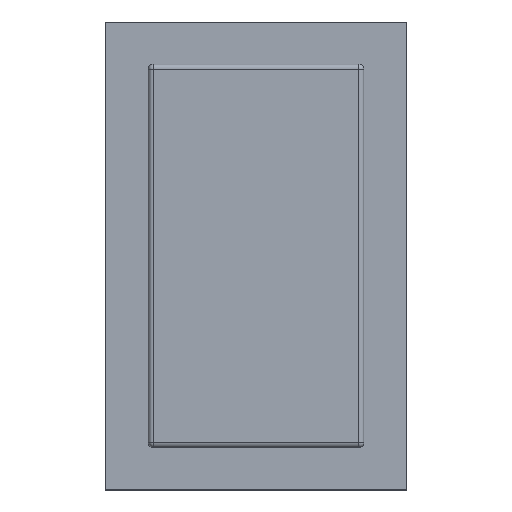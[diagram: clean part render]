
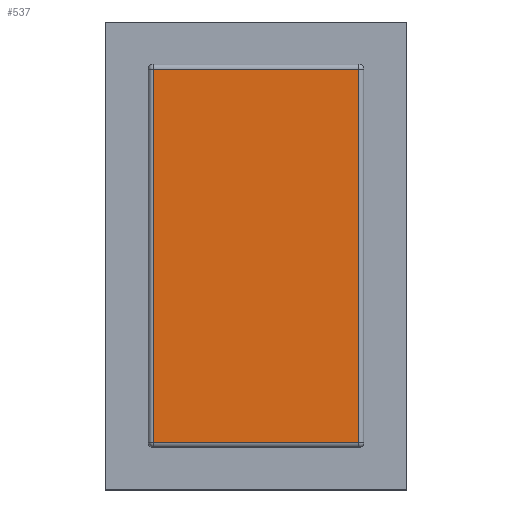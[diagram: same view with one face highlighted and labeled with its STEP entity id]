
A CAD part, top view. The second image highlights one B-rep face of the part: STEP entity #537.
In plain terms, the highlighted planar face has unit normal (0, 0, 1).
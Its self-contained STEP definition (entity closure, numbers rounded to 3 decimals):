
#37=PLANE('',#628);
#73=FACE_OUTER_BOUND('',#111,.T.);
#111=EDGE_LOOP('',(#413,#414,#415,#416));
#138=LINE('',#865,#186);
#140=LINE('',#873,#188);
#142=LINE('',#883,#190);
#144=LINE('',#892,#192);
#186=VECTOR('',#680,10.);
#188=VECTOR('',#688,10.);
#190=VECTOR('',#700,10.);
#192=VECTOR('',#712,10.);
#257=VERTEX_POINT('',#858);
#260=VERTEX_POINT('',#863);
#263=VERTEX_POINT('',#871);
#266=VERTEX_POINT('',#881);
#300=EDGE_CURVE('',#260,#257,#138,.T.);
#304=EDGE_CURVE('',#263,#260,#140,.T.);
#309=EDGE_CURVE('',#266,#263,#142,.T.);
#314=EDGE_CURVE('',#257,#266,#144,.T.);
#413=ORIENTED_EDGE('',*,*,#300,.F.);
#414=ORIENTED_EDGE('',*,*,#304,.F.);
#415=ORIENTED_EDGE('',*,*,#309,.F.);
#416=ORIENTED_EDGE('',*,*,#314,.F.);
#537=ADVANCED_FACE('',(#73),#37,.T.);
#628=AXIS2_PLACEMENT_3D('',#915,#740,#741);
#680=DIRECTION('',(0.,1.,0.));
#688=DIRECTION('',(-1.,0.,0.));
#700=DIRECTION('',(0.,-1.,0.));
#712=DIRECTION('',(1.,0.,0.));
#740=DIRECTION('center_axis',(0.,0.,
1.));
#741=DIRECTION('ref_axis',(1.,0.,0.));
#858=CARTESIAN_POINT('',(-2.173,4.124,7.609));
#863=CARTESIAN_POINT('',(-2.173,-3.676,7.609));
#865=CARTESIAN_POINT('',(-2.173,2.592,7.609));
#871=CARTESIAN_POINT('',(2.127,-3.676,7.609));
#873=CARTESIAN_POINT('',(-1.145,-3.676,7.609));
#881=CARTESIAN_POINT('',(2.127,4.124,7.609));
#883=CARTESIAN_POINT('',(2.127,-2.644,7.609));
#892=CARTESIAN_POINT('',(1.099,4.124,7.609));
#915=CARTESIAN_POINT('Origin',(-0.023,-0.026,
7.609));
